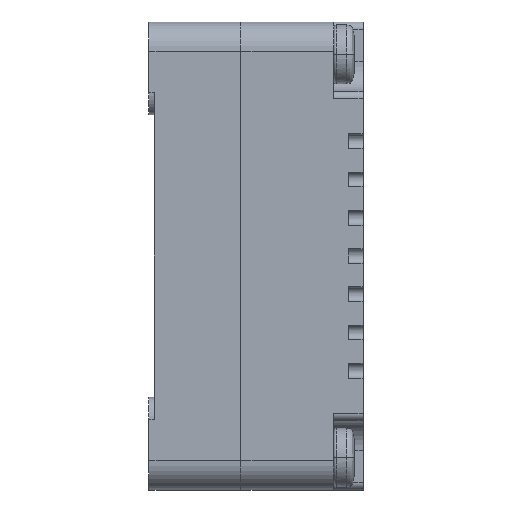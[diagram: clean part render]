
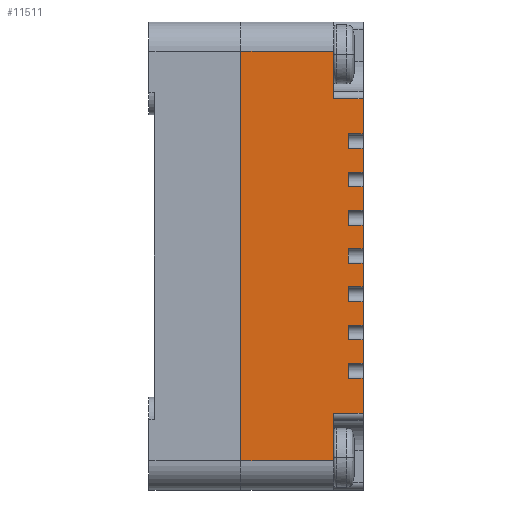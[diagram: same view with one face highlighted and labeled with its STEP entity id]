
A CAD part, left-side view. The second image highlights one B-rep face of the part: STEP entity #11511.
In plain terms, the highlighted face is planar.
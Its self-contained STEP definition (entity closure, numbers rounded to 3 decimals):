
#5849=DIRECTION('',(0.,1.,0.));
#5850=VECTOR('',#5849,2.4);
#5851=CARTESIAN_POINT('',(19.4,-10.7,0.));
#5852=LINE('',#5851,#5850);
#5866=DIRECTION('',(0.,1.,0.));
#5867=VECTOR('',#5866,1.6);
#5868=CARTESIAN_POINT('',(19.4,-7.3,0.));
#5869=LINE('',#5868,#5867);
#5883=DIRECTION('',(0.,1.,0.));
#5884=VECTOR('',#5883,1.6);
#5885=CARTESIAN_POINT('',(19.4,-4.7,0.));
#5886=LINE('',#5885,#5884);
#5900=DIRECTION('',(0.,1.,0.));
#5901=VECTOR('',#5900,1.6);
#5902=CARTESIAN_POINT('',(19.4,-2.1,0.));
#5903=LINE('',#5902,#5901);
#5917=DIRECTION('',(0.,1.,0.));
#5918=VECTOR('',#5917,1.6);
#5919=CARTESIAN_POINT('',(19.4,0.5,0.));
#5920=LINE('',#5919,#5918);
#5934=DIRECTION('',(0.,1.,0.));
#5935=VECTOR('',#5934,1.6);
#5936=CARTESIAN_POINT('',(19.4,3.1,0.));
#5937=LINE('',#5936,#5935);
#5951=DIRECTION('',(0.,1.,0.));
#5952=VECTOR('',#5951,1.6);
#5953=CARTESIAN_POINT('',(19.4,5.7,0.));
#5954=LINE('',#5953,#5952);
#5968=DIRECTION('',(0.,1.,0.));
#5969=VECTOR('',#5968,2.4);
#5970=CARTESIAN_POINT('',(19.4,8.3,0.));
#5971=LINE('',#5970,#5969);
#7014=DIRECTION('',(0.,-1.,0.));
#7015=VECTOR('',#7014,1.);
#7016=CARTESIAN_POINT('',(19.4,8.3,1.));
#7017=LINE('',#7016,#7015);
#7018=DIRECTION('',(0.,0.,1.));
#7019=VECTOR('',#7018,1.);
#7020=CARTESIAN_POINT('',(19.4,7.3,0.));
#7021=LINE('',#7020,#7019);
#7022=DIRECTION('',(0.,0.,1.));
#7023=VECTOR('',#7022,1.);
#7024=CARTESIAN_POINT('',(19.4,5.7,0.));
#7025=LINE('',#7024,#7023);
#7026=DIRECTION('',(0.,-1.,0.));
#7027=VECTOR('',#7026,1.);
#7028=CARTESIAN_POINT('',(19.4,5.7,1.));
#7029=LINE('',#7028,#7027);
#7030=DIRECTION('',(0.,0.,1.));
#7031=VECTOR('',#7030,1.);
#7032=CARTESIAN_POINT('',(19.4,4.7,0.));
#7033=LINE('',#7032,#7031);
#7034=DIRECTION('',(0.,0.,1.));
#7035=VECTOR('',#7034,1.);
#7036=CARTESIAN_POINT('',(19.4,3.1,0.));
#7037=LINE('',#7036,#7035);
#7038=DIRECTION('',(0.,-1.,0.));
#7039=VECTOR('',#7038,1.);
#7040=CARTESIAN_POINT('',(19.4,3.1,1.));
#7041=LINE('',#7040,#7039);
#7042=DIRECTION('',(0.,0.,1.));
#7043=VECTOR('',#7042,1.);
#7044=CARTESIAN_POINT('',(19.4,2.1,0.));
#7045=LINE('',#7044,#7043);
#7046=DIRECTION('',(0.,0.,1.));
#7047=VECTOR('',#7046,1.);
#7048=CARTESIAN_POINT('',(19.4,0.5,0.));
#7049=LINE('',#7048,#7047);
#7050=DIRECTION('',(0.,-1.,0.));
#7051=VECTOR('',#7050,1.);
#7052=CARTESIAN_POINT('',(19.4,0.5,1.));
#7053=LINE('',#7052,#7051);
#7054=DIRECTION('',(0.,0.,1.));
#7055=VECTOR('',#7054,1.);
#7056=CARTESIAN_POINT('',(19.4,-0.5,0.));
#7057=LINE('',#7056,#7055);
#7058=DIRECTION('',(0.,0.,1.));
#7059=VECTOR('',#7058,1.);
#7060=CARTESIAN_POINT('',(19.4,-2.1,0.));
#7061=LINE('',#7060,#7059);
#7062=DIRECTION('',(0.,-1.,0.));
#7063=VECTOR('',#7062,1.);
#7064=CARTESIAN_POINT('',(19.4,-2.1,1.));
#7065=LINE('',#7064,#7063);
#7066=DIRECTION('',(0.,0.,1.));
#7067=VECTOR('',#7066,1.);
#7068=CARTESIAN_POINT('',(19.4,-3.1,0.));
#7069=LINE('',#7068,#7067);
#7070=DIRECTION('',(0.,0.,1.));
#7071=VECTOR('',#7070,1.);
#7072=CARTESIAN_POINT('',(19.4,-4.7,0.));
#7073=LINE('',#7072,#7071);
#7074=DIRECTION('',(0.,-1.,0.));
#7075=VECTOR('',#7074,1.);
#7076=CARTESIAN_POINT('',(19.4,-4.7,1.));
#7077=LINE('',#7076,#7075);
#7078=DIRECTION('',(0.,0.,1.));
#7079=VECTOR('',#7078,1.);
#7080=CARTESIAN_POINT('',(19.4,-5.7,0.));
#7081=LINE('',#7080,#7079);
#7082=DIRECTION('',(0.,0.,1.));
#7083=VECTOR('',#7082,1.);
#7084=CARTESIAN_POINT('',(19.4,-7.3,0.));
#7085=LINE('',#7084,#7083);
#7086=DIRECTION('',(0.,-1.,0.));
#7087=VECTOR('',#7086,1.);
#7088=CARTESIAN_POINT('',(19.4,-7.3,1.));
#7089=LINE('',#7088,#7087);
#7090=DIRECTION('',(0.,0.,1.));
#7091=VECTOR('',#7090,1.);
#7092=CARTESIAN_POINT('',(19.4,-8.3,0.));
#7093=LINE('',#7092,#7091);
#7094=DIRECTION('',(0.,0.,-1.));
#7095=VECTOR('',#7094,2.);
#7096=CARTESIAN_POINT('',(19.4,-10.7,2.));
#7097=LINE('',#7096,#7095);
#7098=DIRECTION('',(0.,0.,-1.));
#7099=VECTOR('',#7098,6.3);
#7100=CARTESIAN_POINT('',(19.4,-13.9,8.3));
#7101=LINE('',#7100,#7099);
#7102=DIRECTION('',(0.,0.,-1.));
#7103=VECTOR('',#7102,6.3);
#7104=CARTESIAN_POINT('',(19.4,13.9,8.3));
#7105=LINE('',#7104,#7103);
#7106=DIRECTION('',(0.,0.,1.));
#7107=VECTOR('',#7106,2.);
#7108=CARTESIAN_POINT('',(19.4,10.7,0.));
#7109=LINE('',#7108,#7107);
#7110=DIRECTION('',(0.,0.,1.));
#7111=VECTOR('',#7110,1.);
#7112=CARTESIAN_POINT('',(19.4,8.3,0.));
#7113=LINE('',#7112,#7111);
#7333=DIRECTION('',(0.,1.,0.));
#7334=VECTOR('',#7333,3.2);
#7335=CARTESIAN_POINT('',(19.4,10.7,2.));
#7336=LINE('',#7335,#7334);
#7345=DIRECTION('',(0.,1.,0.));
#7346=VECTOR('',#7345,3.2);
#7347=CARTESIAN_POINT('',(19.4,-13.9,2.));
#7348=LINE('',#7347,#7346);
#7535=DIRECTION('',(0.,1.,0.));
#7536=VECTOR('',#7535,27.8);
#7537=CARTESIAN_POINT('',(19.4,-13.9,8.3));
#7538=LINE('',#7537,#7536);
#8736=CARTESIAN_POINT('',(19.4,-13.9,8.3));
#8738=VERTEX_POINT('',#8736);
#8739=CARTESIAN_POINT('',(19.4,13.9,8.3));
#8741=VERTEX_POINT('',#8739);
#8767=CARTESIAN_POINT('',(19.4,-13.9,2.));
#8769=VERTEX_POINT('',#8767);
#8772=CARTESIAN_POINT('',(19.4,13.9,2.));
#8774=VERTEX_POINT('',#8772);
#8839=CARTESIAN_POINT('',(19.4,10.7,0.));
#8840=VERTEX_POINT('',#8839);
#8841=CARTESIAN_POINT('',(19.4,10.7,2.));
#8842=VERTEX_POINT('',#8841);
#8851=CARTESIAN_POINT('',(19.4,-10.7,0.));
#8853=VERTEX_POINT('',#8851);
#8857=CARTESIAN_POINT('',(19.4,-10.7,2.));
#8858=VERTEX_POINT('',#8857);
#8939=CARTESIAN_POINT('',(19.4,-8.3,0.));
#8941=VERTEX_POINT('',#8939);
#8945=CARTESIAN_POINT('',(19.4,-7.3,0.));
#8946=VERTEX_POINT('',#8945);
#8951=CARTESIAN_POINT('',(19.4,-7.3,1.));
#8952=CARTESIAN_POINT('',(19.4,-8.3,1.));
#8953=VERTEX_POINT('',#8951);
#8954=VERTEX_POINT('',#8952);
#8971=CARTESIAN_POINT('',(19.4,-5.7,0.));
#8973=VERTEX_POINT('',#8971);
#8977=CARTESIAN_POINT('',(19.4,-4.7,0.));
#8978=VERTEX_POINT('',#8977);
#8983=CARTESIAN_POINT('',(19.4,-4.7,1.));
#8984=CARTESIAN_POINT('',(19.4,-5.7,1.));
#8985=VERTEX_POINT('',#8983);
#8986=VERTEX_POINT('',#8984);
#9003=CARTESIAN_POINT('',(19.4,-3.1,0.));
#9005=VERTEX_POINT('',#9003);
#9009=CARTESIAN_POINT('',(19.4,-2.1,0.));
#9010=VERTEX_POINT('',#9009);
#9015=CARTESIAN_POINT('',(19.4,-2.1,1.));
#9016=CARTESIAN_POINT('',(19.4,-3.1,1.));
#9017=VERTEX_POINT('',#9015);
#9018=VERTEX_POINT('',#9016);
#9035=CARTESIAN_POINT('',(19.4,-0.5,0.));
#9037=VERTEX_POINT('',#9035);
#9041=CARTESIAN_POINT('',(19.4,0.5,0.));
#9042=VERTEX_POINT('',#9041);
#9047=CARTESIAN_POINT('',(19.4,0.5,1.));
#9048=CARTESIAN_POINT('',(19.4,-0.5,1.));
#9049=VERTEX_POINT('',#9047);
#9050=VERTEX_POINT('',#9048);
#9067=CARTESIAN_POINT('',(19.4,2.1,0.));
#9069=VERTEX_POINT('',#9067);
#9073=CARTESIAN_POINT('',(19.4,3.1,0.));
#9074=VERTEX_POINT('',#9073);
#9079=CARTESIAN_POINT('',(19.4,3.1,1.));
#9080=CARTESIAN_POINT('',(19.4,2.1,1.));
#9081=VERTEX_POINT('',#9079);
#9082=VERTEX_POINT('',#9080);
#9099=CARTESIAN_POINT('',(19.4,4.7,0.));
#9101=VERTEX_POINT('',#9099);
#9105=CARTESIAN_POINT('',(19.4,5.7,0.));
#9106=VERTEX_POINT('',#9105);
#9111=CARTESIAN_POINT('',(19.4,5.7,1.));
#9112=CARTESIAN_POINT('',(19.4,4.7,1.));
#9113=VERTEX_POINT('',#9111);
#9114=VERTEX_POINT('',#9112);
#9131=CARTESIAN_POINT('',(19.4,7.3,0.));
#9133=VERTEX_POINT('',#9131);
#9137=CARTESIAN_POINT('',(19.4,8.3,0.));
#9138=VERTEX_POINT('',#9137);
#9143=CARTESIAN_POINT('',(19.4,8.3,1.));
#9144=CARTESIAN_POINT('',(19.4,7.3,1.));
#9145=VERTEX_POINT('',#9143);
#9146=VERTEX_POINT('',#9144);
#11441=CARTESIAN_POINT('',(19.4,-15.9,0.));
#11442=DIRECTION('',(1.,0.,0.));
#11443=DIRECTION('',(0.,1.,0.));
#11444=AXIS2_PLACEMENT_3D('',#11441,#11442,#11443);
#11445=PLANE('',#11444);
#11447=ORIENTED_EDGE('',*,*,#11446,.T.);
#11449=ORIENTED_EDGE('',*,*,#11448,.F.);
#11450=ORIENTED_EDGE('',*,*,#9990,.F.);
#11452=ORIENTED_EDGE('',*,*,#11451,.T.);
#11454=ORIENTED_EDGE('',*,*,#11453,.T.);
#11456=ORIENTED_EDGE('',*,*,#11455,.F.);
#11457=ORIENTED_EDGE('',*,*,#9982,.F.);
#11459=ORIENTED_EDGE('',*,*,#11458,.T.);
#11461=ORIENTED_EDGE('',*,*,#11460,.T.);
#11463=ORIENTED_EDGE('',*,*,#11462,.F.);
#11464=ORIENTED_EDGE('',*,*,#9974,.F.);
#11466=ORIENTED_EDGE('',*,*,#11465,.T.);
#11468=ORIENTED_EDGE('',*,*,#11467,.T.);
#11470=ORIENTED_EDGE('',*,*,#11469,.F.);
#11471=ORIENTED_EDGE('',*,*,#9966,.F.);
#11473=ORIENTED_EDGE('',*,*,#11472,.T.);
#11475=ORIENTED_EDGE('',*,*,#11474,.T.);
#11477=ORIENTED_EDGE('',*,*,#11476,.F.);
#11478=ORIENTED_EDGE('',*,*,#9958,.F.);
#11480=ORIENTED_EDGE('',*,*,#11479,.T.);
#11482=ORIENTED_EDGE('',*,*,#11481,.T.);
#11484=ORIENTED_EDGE('',*,*,#11483,.F.);
#11485=ORIENTED_EDGE('',*,*,#9950,.F.);
#11487=ORIENTED_EDGE('',*,*,#11486,.T.);
#11489=ORIENTED_EDGE('',*,*,#11488,.T.);
#11491=ORIENTED_EDGE('',*,*,#11490,.F.);
#11492=ORIENTED_EDGE('',*,*,#9942,.F.);
#11494=ORIENTED_EDGE('',*,*,#11493,.F.);
#11496=ORIENTED_EDGE('',*,*,#11495,.F.);
#11498=ORIENTED_EDGE('',*,*,#11497,.F.);
#11500=ORIENTED_EDGE('',*,*,#11499,.T.);
#11502=ORIENTED_EDGE('',*,*,#11501,.T.);
#11504=ORIENTED_EDGE('',*,*,#11503,.F.);
#11505=ORIENTED_EDGE('',*,*,#11434,.F.);
#11506=ORIENTED_EDGE('',*,*,#9998,.F.);
#11508=ORIENTED_EDGE('',*,*,#11507,.T.);
#11509=EDGE_LOOP('',(#11447,#11449,#11450,#11452,#11454,#11456,#11457,#11459,
#11461,#11463,#11464,#11466,#11468,#11470,#11471,#11473,#11475,#11477,#11478,
#11480,#11482,#11484,#11485,#11487,#11489,#11491,#11492,#11494,#11496,#11498,
#11500,#11502,#11504,#11505,#11506,#11508));
#11510=FACE_OUTER_BOUND('',#11509,.F.);
#11511=ADVANCED_FACE('',(#11510),#11445,.T.);
#9942=EDGE_CURVE('',#8853,#8941,#5852,.T.);
#9950=EDGE_CURVE('',#8946,#8973,#5869,.T.);
#9958=EDGE_CURVE('',#8978,#9005,#5886,.T.);
#9966=EDGE_CURVE('',#9010,#9037,#5903,.T.);
#9974=EDGE_CURVE('',#9042,#9069,#5920,.T.);
#9982=EDGE_CURVE('',#9074,#9101,#5937,.T.);
#9990=EDGE_CURVE('',#9106,#9133,#5954,.T.);
#9998=EDGE_CURVE('',#9138,#8840,#5971,.T.);
#11434=EDGE_CURVE('',#8840,#8842,#7109,.T.);
#11446=EDGE_CURVE('',#9145,#9146,#7017,.T.);
#11448=EDGE_CURVE('',#9133,#9146,#7021,.T.);
#11451=EDGE_CURVE('',#9106,#9113,#7025,.T.);
#11453=EDGE_CURVE('',#9113,#9114,#7029,.T.);
#11455=EDGE_CURVE('',#9101,#9114,#7033,.T.);
#11458=EDGE_CURVE('',#9074,#9081,#7037,.T.);
#11460=EDGE_CURVE('',#9081,#9082,#7041,.T.);
#11462=EDGE_CURVE('',#9069,#9082,#7045,.T.);
#11465=EDGE_CURVE('',#9042,#9049,#7049,.T.);
#11467=EDGE_CURVE('',#9049,#9050,#7053,.T.);
#11469=EDGE_CURVE('',#9037,#9050,#7057,.T.);
#11472=EDGE_CURVE('',#9010,#9017,#7061,.T.);
#11474=EDGE_CURVE('',#9017,#9018,#7065,.T.);
#11476=EDGE_CURVE('',#9005,#9018,#7069,.T.);
#11479=EDGE_CURVE('',#8978,#8985,#7073,.T.);
#11481=EDGE_CURVE('',#8985,#8986,#7077,.T.);
#11483=EDGE_CURVE('',#8973,#8986,#7081,.T.);
#11486=EDGE_CURVE('',#8946,#8953,#7085,.T.);
#11488=EDGE_CURVE('',#8953,#8954,#7089,.T.);
#11490=EDGE_CURVE('',#8941,#8954,#7093,.T.);
#11493=EDGE_CURVE('',#8858,#8853,#7097,.T.);
#11495=EDGE_CURVE('',#8769,#8858,#7348,.T.);
#11497=EDGE_CURVE('',#8738,#8769,#7101,.T.);
#11499=EDGE_CURVE('',#8738,#8741,#7538,.T.);
#11501=EDGE_CURVE('',#8741,#8774,#7105,.T.);
#11503=EDGE_CURVE('',#8842,#8774,#7336,.T.);
#11507=EDGE_CURVE('',#9138,#9145,#7113,.T.);
